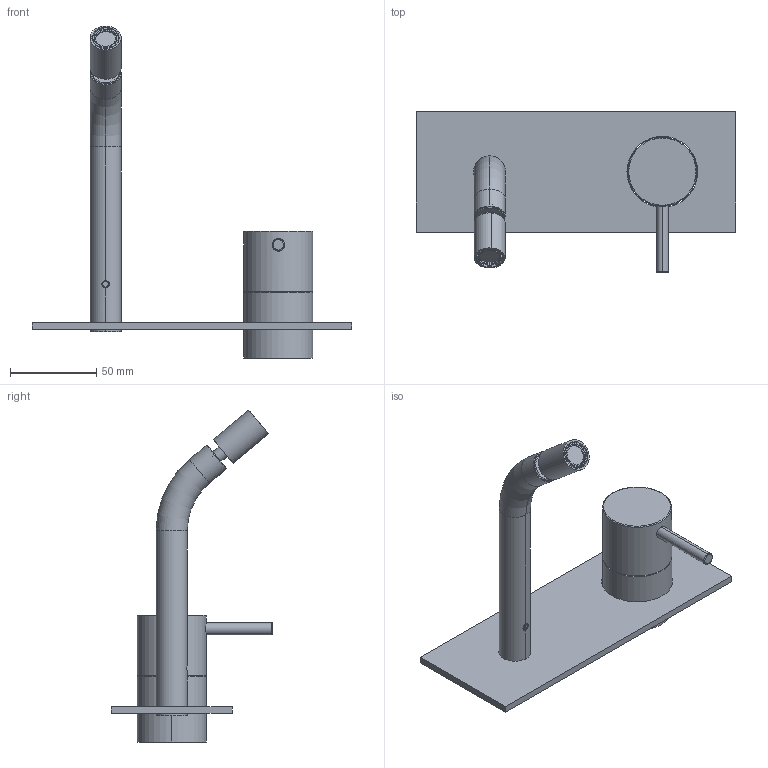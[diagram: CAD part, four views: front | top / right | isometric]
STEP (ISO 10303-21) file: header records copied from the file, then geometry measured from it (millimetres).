
FILE_DESCRIPTION (( 'STEP AP214' ), '1' );
FILE_NAME ('C35.0048 3D.STEP', '2023-01-19T14:05:49', ( '' ), ( '' ), 'SwSTEP 2.0', 'SolidWorks 2022', '' );
FILE_SCHEMA (( 'AUTOMOTIVE_DESIGN' ));
Length unit declared in the file: millimetre
Products named in the file (10): 0001-MANIPULO__40x35MM_QUADRA_000000000000.STEP; C35.0048 3D; C35.0048.STEP; 0001-BICA_CURVA_LAVAT_RIO_ENCASTRAR__18x2MMX150_000000000000.STEP; 0001-POMULO__7x40MM_000000000000.STEP; 0001-ESPELHO_185x70x4MM_000000000000.STEP; 0001-CASQUILHO__40x38MM_000000000000.STEP; 0001-ROTULA_BID__M16x1_000000000000.STEP; 0001-EMBELEZADOR__37x10MM_000000000000.STEP; 011101102300.STEP
Assembly tree (9 placements, depth 3):
  C35.0048 3D
    C35.0048.STEP
      0001-CASQUILHO__40x38MM_000000000000.STEP
      0001-EMBELEZADOR__37x10MM_000000000000.STEP
      0001-MANIPULO__40x35MM_QUADRA_000000000000.STEP
      0001-POMULO__7x40MM_000000000000.STEP
      0001-BICA_CURVA_LAVAT_RIO_ENCASTRAR__18x2MMX150_000000000000.STEP
      0001-ROTULA_BID__M16x1_000000000000.STEP
      0001-ESPELHO_185x70x4MM_000000000000.STEP
      011101102300.STEP
Bounding box: 185 x 93.5 x 192.15 mm (x, y, z)
Volume: 87907.5 mm3; surface area: 72667.5 mm2
Topology: 8 solids, 8 shells, 245 faces, 546 edges, 330 vertices
Faces by surface type: plane 92, cylinder 77, cone 62, torus 12, bspline 2
Entity records: 8813 total; most frequent: CARTESIAN_POINT 2838, DIRECTION 1272, ORIENTED_EDGE 1084, EDGE_CURVE 542, AXIS2_PLACEMENT_3D 508, VERTEX_POINT 330, EDGE_LOOP 278, LINE 256
